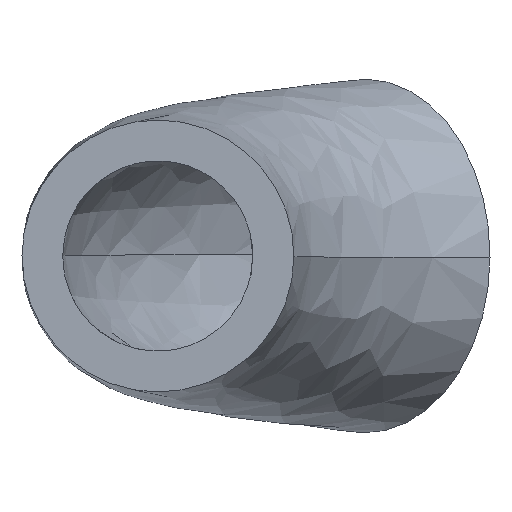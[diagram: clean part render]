
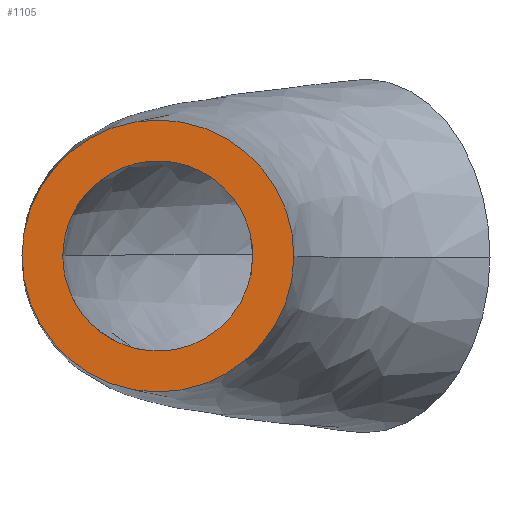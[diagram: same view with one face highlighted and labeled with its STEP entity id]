
A CAD part, front view. The second image highlights one B-rep face of the part: STEP entity #1105.
In plain terms, the highlighted planar face has unit normal (0, -1, 0).
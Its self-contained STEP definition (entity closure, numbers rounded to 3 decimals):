
#9 = CARTESIAN_POINT ( 'NONE',  ( -29.501, 0., -0.213 ) ) ;
#30 = CARTESIAN_POINT ( 'NONE',  ( -28.306, 0., 2.641 ) ) ;
#60 = CARTESIAN_POINT ( 'NONE',  ( -27.122, 0., 3.322 ) ) ;
#75 = CARTESIAN_POINT ( 'NONE',  ( -26.899, 0., 3.389 ) ) ;
#77 = CARTESIAN_POINT ( 'NONE',  ( -22.515, 0., -0.246 ) ) ;
#90 = DIRECTION ( 'NONE',  ( 0., 1., 0. ) ) ;
#103 = B_SPLINE_CURVE_WITH_KNOTS ( 'NONE', 3,
 ( #2825, #743, #2642, #265, #1184, #2170, #728, #1399, #2626, #30, #1665, #515, #2812, #60, #75, #2873, #531, #2105, #1464, #1531, #117, #1279, #1033, #1001, #2244, #1250, #1515, #579, #2203, #2672, #1758, #308 ),
 .UNSPECIFIED., .F., .F.,
 ( 4, 2, 2, 2, 2, 2, 2, 2, 2, 2, 2, 2, 2, 2, 2, 4 ),
 ( 0.011, 0.012, 0.012, 0.013, 0.014, 0.014, 0.015, 0.016, 0.016, 0.017, 0.018, 0.018, 0.019, 0.02, 0.02, 0.022 ),
 .UNSPECIFIED. ) ;
#117 = CARTESIAN_POINT ( 'NONE',  ( -24.869, 0., 3.314 ) ) ;
#134 = CARTESIAN_POINT ( 'NONE',  ( -28.793, 0., -2.119 ) ) ;
#169 = CARTESIAN_POINT ( 'NONE',  ( -26., 0., 0. ) ) ;
#217 = CARTESIAN_POINT ( 'NONE',  ( -25.566, 0., -3.476 ) ) ;
#265 = CARTESIAN_POINT ( 'NONE',  ( -29.385, 0., 0.92 ) ) ;
#308 = CARTESIAN_POINT ( 'NONE',  ( -22.514, 0., -0.015 ) ) ;
#339 = CARTESIAN_POINT ( 'NONE',  ( -25.115, 0., -3.389 ) ) ;
#363 = VERTEX_POINT ( 'NONE', #1191 ) ;
#374 = CIRCLE ( 'NONE', #2438, 5. ) ;
#377 = EDGE_LOOP ( 'NONE', ( #1384, #2343 ) ) ;
#390 = DIRECTION ( 'NONE',  ( 0., 1., 0. ) ) ;
#421 = CARTESIAN_POINT ( 'NONE',  ( -26.249, 0., -3.495 ) ) ;
#438 = VERTEX_POINT ( 'NONE', #1206 ) ;
#455 = DIRECTION ( 'NONE',  ( 0., 1., 0. ) ) ;
#456 = ORIENTED_EDGE ( 'NONE', *, *, #2155, .T. ) ;
#515 = CARTESIAN_POINT ( 'NONE',  ( -27.745, 0., 3.041 ) ) ;
#531 = CARTESIAN_POINT ( 'NONE',  ( -26.225, 0., 3.497 ) ) ;
#565 = CARTESIAN_POINT ( 'NONE',  ( -24.473, 0., -3.15 ) ) ;
#579 = CARTESIAN_POINT ( 'NONE',  ( -22.97, 0., 1.741 ) ) ;
#581 = CARTESIAN_POINT ( 'NONE',  ( -28.649, 0., -2.296 ) ) ;
#728 = CARTESIAN_POINT ( 'NONE',  ( -29.032, 0., 1.762 ) ) ;
#743 = CARTESIAN_POINT ( 'NONE',  ( -29.499, 0., 0.243 ) ) ;
#760 = CARTESIAN_POINT ( 'NONE',  ( -22.629, 0., -0.919 ) ) ;
#792 = CARTESIAN_POINT ( 'NONE',  ( -24.27, 0., -3.042 ) ) ;
#821 = DIRECTION ( 'NONE',  ( 0., 0., 1. ) ) ;
#875 = DIRECTION ( 'NONE',  ( 0., 0., 1. ) ) ;
#907 = CARTESIAN_POINT ( 'NONE',  ( -29.328, 0., -1.111 ) ) ;
#924 = EDGE_CURVE ( 'NONE', #438, #2048, #103, .T. ) ;
#937 = VERTEX_POINT ( 'NONE', #1977 ) ;
#988 = CARTESIAN_POINT ( 'NONE',  ( -22.539, 0., -0.473 ) ) ;
#1001 = CARTESIAN_POINT ( 'NONE',  ( -23.868, 0., 2.772 ) ) ;
#1033 = CARTESIAN_POINT ( 'NONE',  ( -24.246, 0., 3.028 ) ) ;
#1035 = CARTESIAN_POINT ( 'NONE',  ( -22.874, 0., -1.564 ) ) ;
#1051 = AXIS2_PLACEMENT_3D ( 'NONE', #1101, #455, #875 ) ;
#1086 = DIRECTION ( 'NONE',  ( 0., 0., 1. ) ) ;
#1088 = CARTESIAN_POINT ( 'NONE',  ( -27.772, 0., -3.025 ) ) ;
#1101 = CARTESIAN_POINT ( 'NONE',  ( -26., 0., 0. ) ) ;
#1105 = ADVANCED_FACE ( 'NONE', ( #2688, #2457 ), #2473, .F. ) ;
#1133 = CARTESIAN_POINT ( 'NONE',  ( -26.929, 0., -3.381 ) ) ;
#1184 = CARTESIAN_POINT ( 'NONE',  ( -29.317, 0., 1.141 ) ) ;
#1191 = CARTESIAN_POINT ( 'NONE',  ( -21., 0., -0.022 ) ) ;
#1206 = CARTESIAN_POINT ( 'NONE',  ( -29.5, 0., 0.015 ) ) ;
#1250 = CARTESIAN_POINT ( 'NONE',  ( -23.368, 0., 2.3 ) ) ;
#1279 = CARTESIAN_POINT ( 'NONE',  ( -24.446, 0., 3.137 ) ) ;
#1282 = CARTESIAN_POINT ( 'NONE',  ( -26.481, 0., -3.472 ) ) ;
#1384 = ORIENTED_EDGE ( 'NONE', *, *, #1790, .F. ) ;
#1395 = EDGE_LOOP ( 'NONE', ( #2299, #456 ) ) ;
#1399 = CARTESIAN_POINT ( 'NONE',  ( -28.775, 0., 2.144 ) ) ;
#1464 = CARTESIAN_POINT ( 'NONE',  ( -25.536, 0., 3.472 ) ) ;
#1466 = CARTESIAN_POINT ( 'NONE',  ( -22.983, 0., -1.764 ) ) ;
#1483 = CARTESIAN_POINT ( 'NONE',  ( -22.514, 0., -0.015 ) ) ;
#1515 = CARTESIAN_POINT ( 'NONE',  ( -23.224, 0., 2.123 ) ) ;
#1517 = CARTESIAN_POINT ( 'NONE',  ( -29.045, 0., -1.74 ) ) ;
#1531 = CARTESIAN_POINT ( 'NONE',  ( -25.09, 0., 3.382 ) ) ;
#1555 = B_SPLINE_CURVE_WITH_KNOTS ( 'NONE', 3,
 ( #1483, #77, #988, #760, #2644, #1035, #1466, #2413, #2444, #2429, #2909, #792, #565, #2925, #339, #217, #2313, #421, #1282, #1133, #2047, #2084, #1088, #2231, #3034, #581, #134, #1517, #3001, #907, #2032, #2099, #9, #2459 ),
 .UNSPECIFIED., .F., .F.,
 ( 4, 2, 2, 2, 2, 2, 2, 2, 2, 2, 2, 2, 2, 2, 2, 2, 4 ),
 ( 0.022, 0.023, 0.023, 0.024, 0.025, 0.025, 0.026, 0.027, 0.027, 0.028, 0.029, 0.029, 0.03, 0.031, 0.031, 0.032, 0.033 ),
 .UNSPECIFIED. ) ;
#1665 = CARTESIAN_POINT ( 'NONE',  ( -28.126, 0., 2.788 ) ) ;
#1758 = CARTESIAN_POINT ( 'NONE',  ( -22.512, 0., 0.447 ) ) ;
#1790 = EDGE_CURVE ( 'NONE', #937, #363, #374, .T. ) ;
#1799 = CARTESIAN_POINT ( 'NONE',  ( -22.514, 0., -0.015 ) ) ;
#1842 = CIRCLE ( 'NONE', #1051, 5. ) ;
#1977 = CARTESIAN_POINT ( 'NONE',  ( -31., 0., 0.022 ) ) ;
#2032 = CARTESIAN_POINT ( 'NONE',  ( -29.393, 0., -0.893 ) ) ;
#2047 = CARTESIAN_POINT ( 'NONE',  ( -27.146, 0., -3.314 ) ) ;
#2048 = VERTEX_POINT ( 'NONE', #1799 ) ;
#2084 = CARTESIAN_POINT ( 'NONE',  ( -27.568, 0., -3.136 ) ) ;
#2099 = CARTESIAN_POINT ( 'NONE',  ( -29.48, 0., -0.445 ) ) ;
#2105 = CARTESIAN_POINT ( 'NONE',  ( -25.764, 0., 3.495 ) ) ;
#2155 = EDGE_CURVE ( 'NONE', #2048, #438, #1555, .T. ) ;
#2170 = CARTESIAN_POINT ( 'NONE',  ( -29.141, 0., 1.56 ) ) ;
#2203 = CARTESIAN_POINT ( 'NONE',  ( -22.861, 0., 1.537 ) ) ;
#2229 = CARTESIAN_POINT ( 'NONE',  ( -26., 0., 0. ) ) ;
#2231 = CARTESIAN_POINT ( 'NONE',  ( -28.149, 0., -2.77 ) ) ;
#2244 = CARTESIAN_POINT ( 'NONE',  ( -23.689, 0., 2.624 ) ) ;
#2299 = ORIENTED_EDGE ( 'NONE', *, *, #924, .T. ) ;
#2313 = CARTESIAN_POINT ( 'NONE',  ( -25.793, 0., -3.497 ) ) ;
#2343 = ORIENTED_EDGE ( 'NONE', *, *, #2572, .F. ) ;
#2385 = AXIS2_PLACEMENT_3D ( 'NONE', #2229, #90, #821 ) ;
#2413 = CARTESIAN_POINT ( 'NONE',  ( -23.238, 0., -2.142 ) ) ;
#2429 = CARTESIAN_POINT ( 'NONE',  ( -23.711, 0., -2.643 ) ) ;
#2438 = AXIS2_PLACEMENT_3D ( 'NONE', #169, #390, #1086 ) ;
#2444 = CARTESIAN_POINT ( 'NONE',  ( -23.387, 0., -2.321 ) ) ;
#2457 = FACE_OUTER_BOUND ( 'NONE', #377, .T. ) ;
#2459 = CARTESIAN_POINT ( 'NONE',  ( -29.5, 0., 0.015 ) ) ;
#2473 = PLANE ( 'NONE',  #2385 ) ;
#2572 = EDGE_CURVE ( 'NONE', #363, #937, #1842, .T. ) ;
#2626 = CARTESIAN_POINT ( 'NONE',  ( -28.629, 0., 2.319 ) ) ;
#2642 = CARTESIAN_POINT ( 'NONE',  ( -29.476, 0., 0.47 ) ) ;
#2644 = CARTESIAN_POINT ( 'NONE',  ( -22.697, 0., -1.141 ) ) ;
#2672 = CARTESIAN_POINT ( 'NONE',  ( -22.602, 0., 0.906 ) ) ;
#2688 = FACE_BOUND ( 'NONE', #1395, .T. ) ;
#2812 = CARTESIAN_POINT ( 'NONE',  ( -27.545, 0., 3.148 ) ) ;
#2825 = CARTESIAN_POINT ( 'NONE',  ( -29.5, 0., 0.015 ) ) ;
#2873 = CARTESIAN_POINT ( 'NONE',  ( -26.452, 0., 3.475 ) ) ;
#2909 = CARTESIAN_POINT ( 'NONE',  ( -23.887, 0., -2.787 ) ) ;
#2925 = CARTESIAN_POINT ( 'NONE',  ( -24.894, 0., -3.323 ) ) ;
#3001 = CARTESIAN_POINT ( 'NONE',  ( -29.154, 0., -1.535 ) ) ;
#3034 = CARTESIAN_POINT ( 'NONE',  ( -28.325, 0., -2.624 ) ) ;
